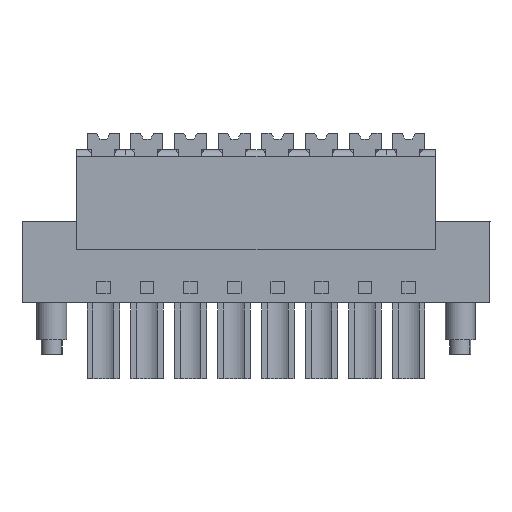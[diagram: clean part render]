
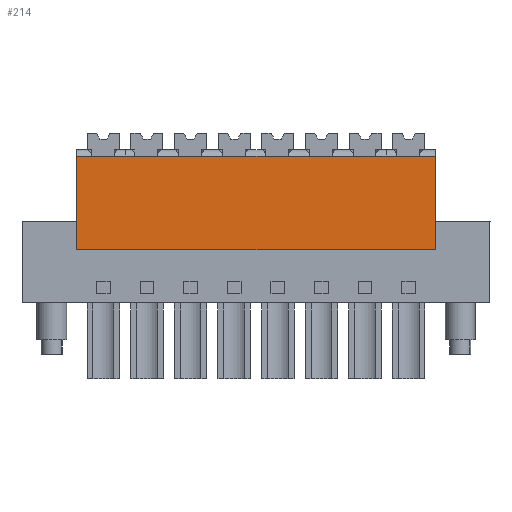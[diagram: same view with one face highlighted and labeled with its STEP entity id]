
A CAD part, front view. The second image highlights one B-rep face of the part: STEP entity #214.
In plain terms, the highlighted planar face has unit normal (0, -1, 0).
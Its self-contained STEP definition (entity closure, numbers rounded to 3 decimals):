
#194=AXIS2_PLACEMENT_3D('Plane Axis2P3D',#191,#192,#193) ;
#42=CARTESIAN_POINT('Vertex',(4.8,0.,11.25)) ;
#45=CARTESIAN_POINT('Line Origine',(4.8,0.,15.325)) ;
#49=CARTESIAN_POINT('Vertex',(4.8,0.,19.4)) ;
#168=CARTESIAN_POINT('Vertex',(36.07,0.,11.25)) ;
#173=CARTESIAN_POINT('Line Origine',(20.435,0.,11.25)) ;
#191=CARTESIAN_POINT('Axis2P3D Location',(20.04,0.,19.4)) ;
#196=CARTESIAN_POINT('Line Origine',(36.07,0.,15.325)) ;
#200=CARTESIAN_POINT('Vertex',(36.07,0.,19.4)) ;
#203=CARTESIAN_POINT('Line Origine',(20.435,0.,19.4)) ;
#46=DIRECTION('Vector Direction',(0.,0.,-1.)) ;
#174=DIRECTION('Vector Direction',(1.,0.,0.)) ;
#192=DIRECTION('Axis2P3D Direction',(0.,-1.,0.)) ;
#193=DIRECTION('Axis2P3D XDirection',(0.,0.,-1.)) ;
#197=DIRECTION('Vector Direction',(0.,0.,-1.)) ;
#204=DIRECTION('Vector Direction',(1.,0.,0.)) ;
#47=VECTOR('Line Direction',#46,1.) ;
#175=VECTOR('Line Direction',#174,1.) ;
#198=VECTOR('Line Direction',#197,1.) ;
#205=VECTOR('Line Direction',#204,1.) ;
#209=ORIENTED_EDGE('',*,*,#51,.F.) ;
#210=ORIENTED_EDGE('',*,*,#177,.T.) ;
#211=ORIENTED_EDGE('',*,*,#202,.F.) ;
#212=ORIENTED_EDGE('',*,*,#207,.F.) ;
#214=ADVANCED_FACE('HOUSING',(#213),#195,.T.) ;
#51=EDGE_CURVE('',#43,#50,#48,.F.) ;
#177=EDGE_CURVE('',#43,#169,#176,.T.) ;
#202=EDGE_CURVE('',#201,#169,#199,.T.) ;
#207=EDGE_CURVE('',#50,#201,#206,.T.) ;
#208=EDGE_LOOP('',(#209,#210,#211,#212)) ;
#213=FACE_OUTER_BOUND('',#208,.T.) ;
#48=LINE('Line',#45,#47) ;
#176=LINE('Line',#173,#175) ;
#199=LINE('Line',#196,#198) ;
#206=LINE('Line',#203,#205) ;
#195=PLANE('',#194) ;
#43=VERTEX_POINT('',#42) ;
#50=VERTEX_POINT('',#49) ;
#169=VERTEX_POINT('',#168) ;
#201=VERTEX_POINT('',#200) ;
